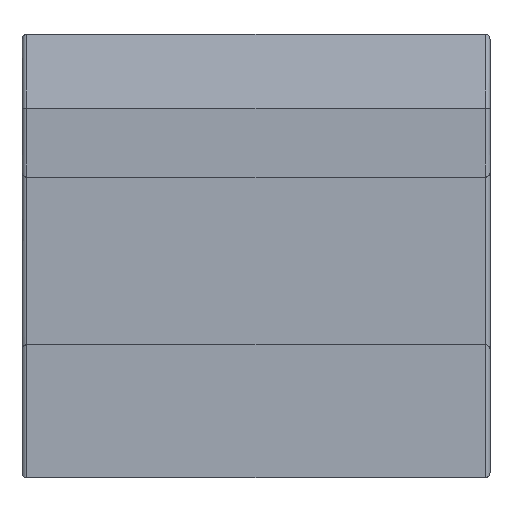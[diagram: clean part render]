
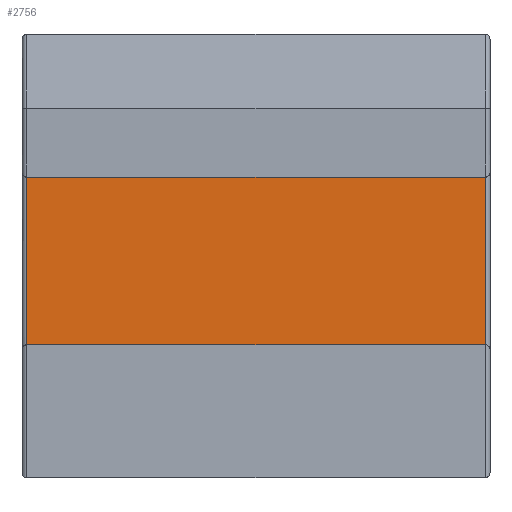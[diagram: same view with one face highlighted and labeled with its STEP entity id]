
A CAD part, front view. The second image highlights one B-rep face of the part: STEP entity #2756.
In plain terms, the highlighted planar face has unit normal (0, -1, 0).
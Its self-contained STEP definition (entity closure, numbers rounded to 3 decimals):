
#2075 = DIRECTION ( 'NONE',  ( 0., 0., 1. ) ) ;
#2756 = ADVANCED_FACE ( 'NONE', ( #8175 ), #23457, .F. ) ;
#3369 = VECTOR ( 'NONE', #6674, 1000. ) ;
#3963 = CARTESIAN_POINT ( 'NONE',  ( 47.5, -25.5, 16. ) ) ;
#4153 = DIRECTION ( 'NONE',  ( -1., 0., 0. ) ) ;
#6407 = ORIENTED_EDGE ( 'NONE', *, *, #30094, .T. ) ;
#6674 = DIRECTION ( 'NONE',  ( -1., 0., 0. ) ) ;
#7293 = ORIENTED_EDGE ( 'NONE', *, *, #23124, .F. ) ;
#7552 = ORIENTED_EDGE ( 'NONE', *, *, #31129, .T. ) ;
#7619 = ORIENTED_EDGE ( 'NONE', *, *, #25728, .T. ) ;
#8175 = FACE_OUTER_BOUND ( 'NONE', #27303, .T. ) ;
#9994 = CARTESIAN_POINT ( 'NONE',  ( 46.5, -25.5, 16. ) ) ;
#10735 = LINE ( 'NONE', #27242, #31400 ) ;
#11244 = CARTESIAN_POINT ( 'NONE',  ( 46.5, -25.5, 16. ) ) ;
#13461 = DIRECTION ( 'NONE',  ( 0., 0., -1. ) ) ;
#15995 = VERTEX_POINT ( 'NONE', #30591 ) ;
#16136 = VERTEX_POINT ( 'NONE', #11244 ) ;
#16355 = VERTEX_POINT ( 'NONE', #20200 ) ;
#16551 = LINE ( 'NONE', #3963, #3369 ) ;
#16768 = VERTEX_POINT ( 'NONE', #27474 ) ;
#17324 = VECTOR ( 'NONE', #2075, 1000. ) ;
#17970 = DIRECTION ( 'NONE',  ( 0., 0., 1. ) ) ;
#18307 = DIRECTION ( 'NONE',  ( 0., 1., 0. ) ) ;
#20200 = CARTESIAN_POINT ( 'NONE',  ( -46.5, -25.5, -18. ) ) ;
#21320 = VECTOR ( 'NONE', #13461, 1000. ) ;
#23124 = EDGE_CURVE ( 'NONE', #16768, #16355, #10735, .T. ) ;
#23457 = PLANE ( 'NONE',  #26763 ) ;
#24099 = LINE ( 'NONE', #9994, #17324 ) ;
#24914 = CARTESIAN_POINT ( 'NONE',  ( 47.5, -25.5, -18. ) ) ;
#25728 = EDGE_CURVE ( 'NONE', #16136, #15995, #16551, .T. ) ;
#26763 = AXIS2_PLACEMENT_3D ( 'NONE', #24914, #18307, #17970 ) ;
#27242 = CARTESIAN_POINT ( 'NONE',  ( 47.5, -25.5, -18. ) ) ;
#27303 = EDGE_LOOP ( 'NONE', ( #7619, #7552, #7293, #6407 ) ) ;
#27474 = CARTESIAN_POINT ( 'NONE',  ( 46.5, -25.5, -18. ) ) ;
#27767 = LINE ( 'NONE', #28452, #21320 ) ;
#28452 = CARTESIAN_POINT ( 'NONE',  ( -46.5, -25.5, -18. ) ) ;
#30094 = EDGE_CURVE ( 'NONE', #16768, #16136, #24099, .T. ) ;
#30591 = CARTESIAN_POINT ( 'NONE',  ( -46.5, -25.5, 16. ) ) ;
#31129 = EDGE_CURVE ( 'NONE', #15995, #16355, #27767, .T. ) ;
#31400 = VECTOR ( 'NONE', #4153, 1000. ) ;
